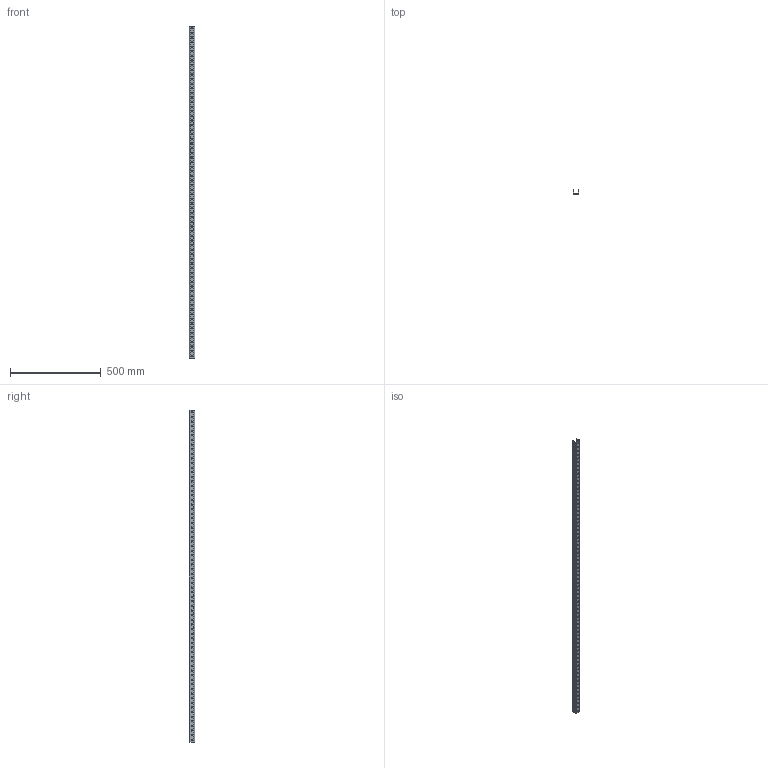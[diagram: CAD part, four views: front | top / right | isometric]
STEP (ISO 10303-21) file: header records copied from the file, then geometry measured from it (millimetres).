
FILE_DESCRIPTION (( 'STEP AP214' ), '1' );
FILE_NAME ('72in C Channel.STEP', '2016-01-10T02:39:52', ( '' ), ( '' ), 'SwSTEP 2.0', 'SolidWorks 2015', '' );
FILE_SCHEMA (( 'AUTOMOTIVE_DESIGN' ));
Length unit declared in the file: inch
Products named in the file (1): 72in C Channel
Bounding box: 31.75 x 28.57 x 1828.8 mm (x, y, z)
Volume: 431300.6 mm3; surface area: 298220.1 mm2
Topology: 1 solids, 1 shells, 458 faces, 1352 edges, 896 vertices
Faces by surface type: cylinder 436, plane 22
Entity records: 16704 total; most frequent: DIRECTION 3142, CARTESIAN_POINT 2707, ORIENTED_EDGE 2704, EDGE_CURVE 1352, AXIS2_PLACEMENT_3D 1331, VERTEX_POINT 896, EDGE_LOOP 890, CIRCLE 872
